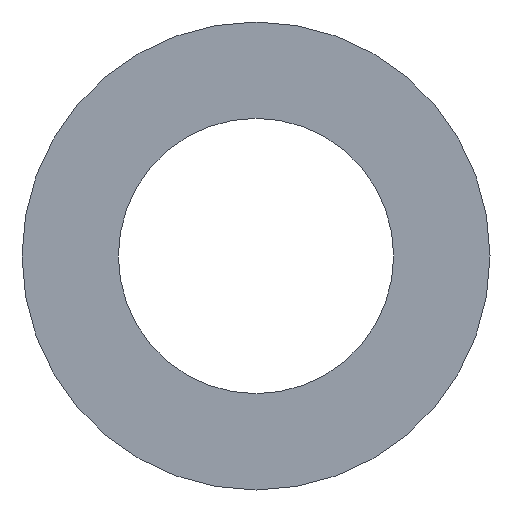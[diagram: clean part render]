
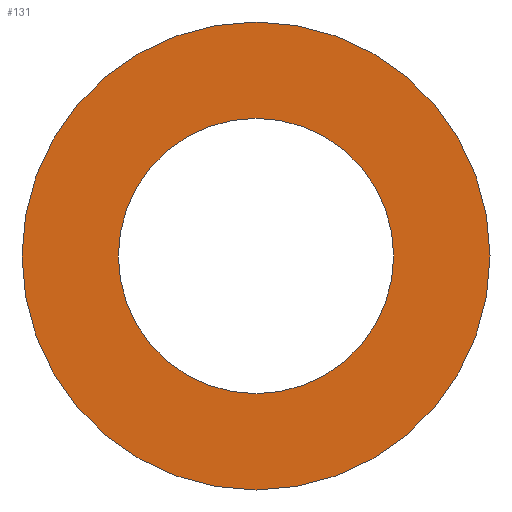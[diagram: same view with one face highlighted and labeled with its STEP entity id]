
A CAD part, front view. The second image highlights one B-rep face of the part: STEP entity #131.
In plain terms, the highlighted planar face has unit normal (0, -1, 0).
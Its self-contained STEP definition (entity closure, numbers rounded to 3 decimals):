
#17=FACE_BOUND('',#44,.T.);
#20=PLANE('',#163);
#32=FACE_OUTER_BOUND('',#43,.T.);
#43=EDGE_LOOP('',(#118));
#44=EDGE_LOOP('',(#119));
#64=CIRCLE('',#160,10.);
#65=CIRCLE('',#162,17.);
#73=VERTEX_POINT('',#234);
#74=VERTEX_POINT('',#238);
#87=EDGE_CURVE('',#73,#73,#64,.T.);
#89=EDGE_CURVE('',#74,#74,#65,.T.);
#118=ORIENTED_EDGE('',*,*,#89,.F.);
#119=ORIENTED_EDGE('',*,*,#87,.F.);
#131=ADVANCED_FACE('',(#32,#17),#20,.F.);
#160=AXIS2_PLACEMENT_3D('',#236,#199,#200);
#162=AXIS2_PLACEMENT_3D('',#240,#204,#205);
#163=AXIS2_PLACEMENT_3D('',#241,#206,#207);
#199=DIRECTION('center_axis',(0.,-1.,0.));
#200=DIRECTION('ref_axis',(1.,0.,0.));
#204=DIRECTION('center_axis',(0.,1.,0.));
#205=DIRECTION('ref_axis',(1.,0.,0.));
#206=DIRECTION('center_axis',(0.,1.,0.));
#207=DIRECTION('ref_axis',(1.,0.,0.));
#234=CARTESIAN_POINT('',(-10.,0.,0.));
#236=CARTESIAN_POINT('Origin',(0.,0.,0.));
#238=CARTESIAN_POINT('',(-17.,0.,0.));
#240=CARTESIAN_POINT('Origin',(0.,0.,0.));
#241=CARTESIAN_POINT('Origin',(0.,0.,0.));
